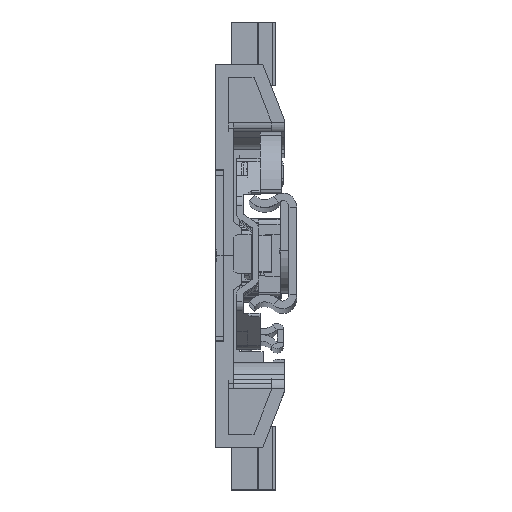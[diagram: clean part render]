
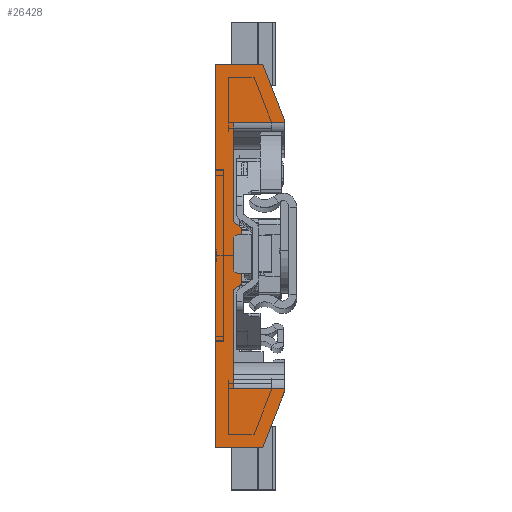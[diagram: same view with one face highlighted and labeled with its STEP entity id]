
A CAD part, top view. The second image highlights one B-rep face of the part: STEP entity #26428.
In plain terms, the highlighted face is planar.
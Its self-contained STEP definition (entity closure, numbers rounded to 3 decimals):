
#169 = EDGE_CURVE ( 'NONE', #1805, #2077, #8222, .T. ) ;
#360 = CARTESIAN_POINT ( 'NONE',  ( 18.757, 4.2, -30. ) ) ;
#362 = ORIENTED_EDGE ( 'NONE', *, *, #16596, .T. ) ;
#481 = VECTOR ( 'NONE', #22644, 1000. ) ;
#656 = EDGE_CURVE ( 'NONE', #20084, #22103, #31772, .T. ) ;
#683 = EDGE_CURVE ( 'NONE', #29778, #17302, #22830, .T. ) ;
#846 = CARTESIAN_POINT ( 'NONE',  ( 81.243, 16.2, -30. ) ) ;
#881 = CARTESIAN_POINT ( 'NONE',  ( 81.243, 11.1, -30. ) ) ;
#1008 = DIRECTION ( 'NONE',  ( 1., 0., 0. ) ) ;
#1198 = VECTOR ( 'NONE', #1370, 1000. ) ;
#1268 = FACE_OUTER_BOUND ( 'NONE', #7977, .T. ) ;
#1370 = DIRECTION ( 'NONE',  ( 1., 0., 0. ) ) ;
#1419 = CARTESIAN_POINT ( 'NONE',  ( 5., 0., -30. ) ) ;
#1730 = LINE ( 'NONE', #10469, #1198 ) ;
#1805 = VERTEX_POINT ( 'NONE', #17049 ) ;
#1813 = DIRECTION ( 'NONE',  ( -1., 0., 0. ) ) ;
#2077 = VERTEX_POINT ( 'NONE', #36321 ) ;
#2152 = ORIENTED_EDGE ( 'NONE', *, *, #6877, .T. ) ;
#2278 = CARTESIAN_POINT ( 'NONE',  ( 0., 16.2, -30. ) ) ;
#3142 = CARTESIAN_POINT ( 'NONE',  ( 0., 0., -30. ) ) ;
#3317 = VERTEX_POINT ( 'NONE', #846 ) ;
#4877 = ORIENTED_EDGE ( 'NONE', *, *, #169, .T. ) ;
#5086 = CARTESIAN_POINT ( 'NONE',  ( 5., 11.144, -30. ) ) ;
#5190 = VECTOR ( 'NONE', #19522, 1000. ) ;
#5693 = EDGE_CURVE ( 'NONE', #28646, #17302, #28603, .T. ) ;
#6271 = VECTOR ( 'NONE', #15201, 1000. ) ;
#6877 = EDGE_CURVE ( 'NONE', #3317, #19649, #17999, .T. ) ;
#7306 = EDGE_CURVE ( 'NONE', #19649, #29778, #27428, .T. ) ;
#7558 = EDGE_CURVE ( 'NONE', #28147, #31172, #14937, .T. ) ;
#7740 = CARTESIAN_POINT ( 'NONE',  ( 82., 16.2, -30. ) ) ;
#7752 = VECTOR ( 'NONE', #31438, 1000. ) ;
#7977 = EDGE_LOOP ( 'NONE', ( #9901, #10924, #35947, #11926, #11890, #4877, #15766, #362, #18588, #26283, #9667, #11550, #29252, #2152 ) ) ;
#8105 = EDGE_CURVE ( 'NONE', #28646, #15945, #28202, .T. ) ;
#8222 = LINE ( 'NONE', #2278, #5190 ) ;
#8682 = VECTOR ( 'NONE', #1008, 1000. ) ;
#9278 = CARTESIAN_POINT ( 'NONE',  ( 95., 11.1, -30. ) ) ;
#9667 = ORIENTED_EDGE ( 'NONE', *, *, #29396, .T. ) ;
#9813 = PLANE ( 'NONE',  #17007 ) ;
#9883 = LINE ( 'NONE', #18054, #33146 ) ;
#9901 = ORIENTED_EDGE ( 'NONE', *, *, #7306, .T. ) ;
#9956 = DIRECTION ( 'NONE',  ( 0.932, -0.362, 0. ) ) ;
#10469 = CARTESIAN_POINT ( 'NONE',  ( 73., 6.2, -30. ) ) ;
#10924 = ORIENTED_EDGE ( 'NONE', *, *, #683, .T. ) ;
#11064 = CARTESIAN_POINT ( 'NONE',  ( 58., 4.2, -30. ) ) ;
#11386 = CARTESIAN_POINT ( 'NONE',  ( 95., 0., -30. ) ) ;
#11550 = ORIENTED_EDGE ( 'NONE', *, *, #7558, .T. ) ;
#11614 = CARTESIAN_POINT ( 'NONE',  ( 82., 16.2, -30. ) ) ;
#11890 = ORIENTED_EDGE ( 'NONE', *, *, #32883, .T. ) ;
#11926 = ORIENTED_EDGE ( 'NONE', *, *, #8105, .T. ) ;
#12527 = EDGE_CURVE ( 'NONE', #22103, #24218, #1730, .T. ) ;
#13857 = LINE ( 'NONE', #25194, #15287 ) ;
#14264 = CARTESIAN_POINT ( 'NONE',  ( 5., 11.1, -30. ) ) ;
#14444 = DIRECTION ( 'NONE',  ( 0., 1., 0. ) ) ;
#14937 = LINE ( 'NONE', #18757, #8682 ) ;
#15201 = DIRECTION ( 'NONE',  ( 1., 0., 0. ) ) ;
#15287 = VECTOR ( 'NONE', #36537, 1000. ) ;
#15729 = DIRECTION ( 'NONE',  ( 0., 0., -1. ) ) ;
#15766 = ORIENTED_EDGE ( 'NONE', *, *, #27012, .T. ) ;
#15945 = VERTEX_POINT ( 'NONE', #26561 ) ;
#16596 = EDGE_CURVE ( 'NONE', #26315, #20084, #13857, .T. ) ;
#17007 = AXIS2_PLACEMENT_3D ( 'NONE', #29686, #15729, #1813 ) ;
#17049 = CARTESIAN_POINT ( 'NONE',  ( 18., 16.2, -30. ) ) ;
#17302 = VERTEX_POINT ( 'NONE', #11386 ) ;
#17660 = LINE ( 'NONE', #5086, #7752 ) ;
#17781 = LINE ( 'NONE', #881, #25376 ) ;
#17999 = LINE ( 'NONE', #29338, #6271 ) ;
#18054 = CARTESIAN_POINT ( 'NONE',  ( 56.6, 6.2, -30. ) ) ;
#18588 = ORIENTED_EDGE ( 'NONE', *, *, #656, .T. ) ;
#18757 = CARTESIAN_POINT ( 'NONE',  ( 73., 4.2, -30. ) ) ;
#19167 = LINE ( 'NONE', #24957, #20668 ) ;
#19522 = DIRECTION ( 'NONE',  ( 1., 0., 0. ) ) ;
#19649 = VERTEX_POINT ( 'NONE', #11614 ) ;
#20084 = VERTEX_POINT ( 'NONE', #32208 ) ;
#20668 = VECTOR ( 'NONE', #36304, 1000. ) ;
#21183 = DIRECTION ( 'NONE',  ( 0.574, -0.819, 0. ) ) ;
#21326 = CARTESIAN_POINT ( 'NONE',  ( 43.4, 6.2, -30. ) ) ;
#22103 = VERTEX_POINT ( 'NONE', #21326 ) ;
#22644 = DIRECTION ( 'NONE',  ( 0.574, 0.819, 0. ) ) ;
#22830 = LINE ( 'NONE', #9278, #31342 ) ;
#23726 = DIRECTION ( 'NONE',  ( 0., 1., 0. ) ) ;
#24218 = VERTEX_POINT ( 'NONE', #30542 ) ;
#24957 = CARTESIAN_POINT ( 'NONE',  ( 18.757, 11.1, -30. ) ) ;
#25025 = CARTESIAN_POINT ( 'NONE',  ( 95., 11.144, -30. ) ) ;
#25194 = CARTESIAN_POINT ( 'NONE',  ( 73., 4.2, -30. ) ) ;
#25376 = VECTOR ( 'NONE', #23726, 1000. ) ;
#26283 = ORIENTED_EDGE ( 'NONE', *, *, #12527, .T. ) ;
#26315 = VERTEX_POINT ( 'NONE', #360 ) ;
#26428 = ADVANCED_FACE ( 'NONE', ( #1268 ), #9813, .T. ) ;
#26561 = CARTESIAN_POINT ( 'NONE',  ( 5., 11.144, -30. ) ) ;
#27012 = EDGE_CURVE ( 'NONE', #2077, #26315, #19167, .T. ) ;
#27428 = LINE ( 'NONE', #7740, #35379 ) ;
#28147 = VERTEX_POINT ( 'NONE', #11064 ) ;
#28202 = LINE ( 'NONE', #14264, #35354 ) ;
#28603 = LINE ( 'NONE', #3142, #30526 ) ;
#28646 = VERTEX_POINT ( 'NONE', #1419 ) ;
#28679 = EDGE_CURVE ( 'NONE', #31172, #3317, #17781, .T. ) ;
#29153 = CARTESIAN_POINT ( 'NONE',  ( 42., 4.2, -30. ) ) ;
#29252 = ORIENTED_EDGE ( 'NONE', *, *, #28679, .T. ) ;
#29338 = CARTESIAN_POINT ( 'NONE',  ( 0., 16.2, -30. ) ) ;
#29396 = EDGE_CURVE ( 'NONE', #24218, #28147, #9883, .T. ) ;
#29686 = CARTESIAN_POINT ( 'NONE',  ( 73., 11.1, -30. ) ) ;
#29778 = VERTEX_POINT ( 'NONE', #25025 ) ;
#30526 = VECTOR ( 'NONE', #33818, 1000. ) ;
#30542 = CARTESIAN_POINT ( 'NONE',  ( 56.6, 6.2, -30. ) ) ;
#31172 = VERTEX_POINT ( 'NONE', #34891 ) ;
#31342 = VECTOR ( 'NONE', #34172, 1000. ) ;
#31438 = DIRECTION ( 'NONE',  ( 0.932, 0.362, 0. ) ) ;
#31772 = LINE ( 'NONE', #29153, #481 ) ;
#32208 = CARTESIAN_POINT ( 'NONE',  ( 42., 4.2, -30. ) ) ;
#32883 = EDGE_CURVE ( 'NONE', #15945, #1805, #17660, .T. ) ;
#33146 = VECTOR ( 'NONE', #21183, 1000. ) ;
#33818 = DIRECTION ( 'NONE',  ( 1., 0., 0. ) ) ;
#34172 = DIRECTION ( 'NONE',  ( 0., -1., 0. ) ) ;
#34891 = CARTESIAN_POINT ( 'NONE',  ( 81.243, 4.2, -30. ) ) ;
#35354 = VECTOR ( 'NONE', #14444, 1000. ) ;
#35379 = VECTOR ( 'NONE', #9956, 1000. ) ;
#35947 = ORIENTED_EDGE ( 'NONE', *, *, #5693, .F. ) ;
#36304 = DIRECTION ( 'NONE',  ( 0., -1., 0. ) ) ;
#36321 = CARTESIAN_POINT ( 'NONE',  ( 18.757, 16.2, -30. ) ) ;
#36537 = DIRECTION ( 'NONE',  ( 1., 0., 0. ) ) ;
